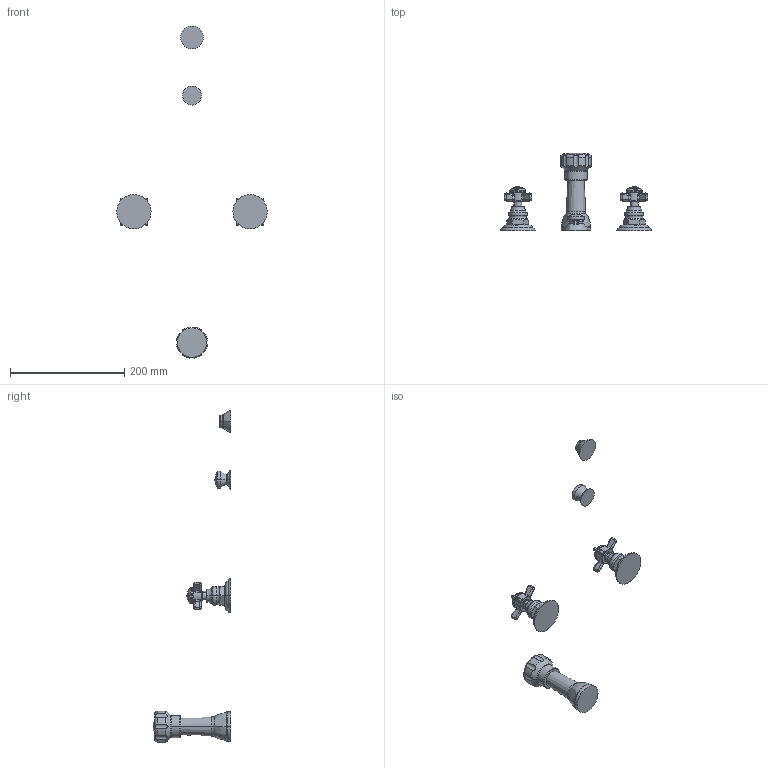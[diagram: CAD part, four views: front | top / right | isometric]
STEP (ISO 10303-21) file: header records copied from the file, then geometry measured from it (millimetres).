
FILE_DESCRIPTION((''),'2;1');
FILE_NAME('1009','2021-01-27T13:16:46',('jinson.thomas'),(''),'CREO PARAMETRIC BY PTC INC, 2018400','CREO PARAMETRIC BY PTC INC, 2018400','');
FILE_SCHEMA(('CONFIG_CONTROL_DESIGN'));
Length unit declared in the file: inch
Products named in the file (1): 1009
Bounding box: 263.14 x 135.97 x 580.53 mm (x, y, z)
Volume: 338046.6 mm3; surface area: 62224 mm2
Topology: 5 solids, 5 shells, 1125 faces, 2951 edges, 1888 vertices
Faces by surface type: plane 475, cylinder 344, torus 98, bspline 96, sphere 62, cone 30, extrusion 20
Entity records: 47631 total; most frequent: CARTESIAN_POINT 20498, ORIENTED_EDGE 5886, DIRECTION 5610, EDGE_CURVE 2943, AXIS2_PLACEMENT_3D 2347, VERTEX_POINT 1888, CIRCLE 1338, EDGE_LOOP 1185
